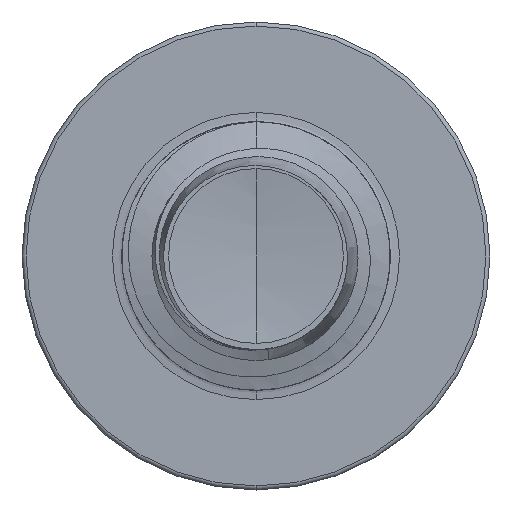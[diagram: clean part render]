
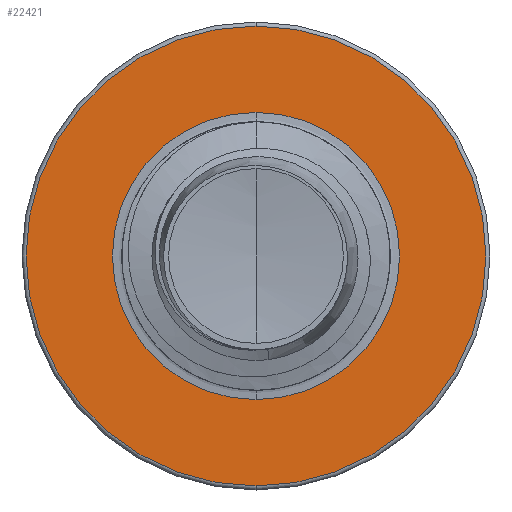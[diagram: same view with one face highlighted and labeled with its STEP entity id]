
A CAD part, front view. The second image highlights one B-rep face of the part: STEP entity #22421.
In plain terms, the highlighted planar face has unit normal (0, -1, 0).
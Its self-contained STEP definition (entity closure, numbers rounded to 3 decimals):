
#219 = DIRECTION ( 'NONE',  ( 0., 1., 0. ) ) ;
#259 = VERTEX_POINT ( 'NONE', #12358 ) ;
#358 = CARTESIAN_POINT ( 'NONE',  ( 0., 8.5, 1.872 ) ) ;
#370 = CIRCLE ( 'NONE', #10761, 1.872 ) ;
#646 = AXIS2_PLACEMENT_3D ( 'NONE', #10045, #22607, #11851 ) ;
#2852 = ORIENTED_EDGE ( 'NONE', *, *, #13072, .F. ) ;
#4048 = DIRECTION ( 'NONE',  ( 0., 1., 0. ) ) ;
#4619 = DIRECTION ( 'NONE',  ( 0., 0., 1. ) ) ;
#5757 = EDGE_CURVE ( 'NONE', #259, #12633, #20959, .T. ) ;
#6351 = PLANE ( 'NONE',  #13238 ) ;
#7753 = CARTESIAN_POINT ( 'NONE',  ( 0., 8.5, 2.998 ) ) ;
#7880 = FACE_OUTER_BOUND ( 'NONE', #22957, .T. ) ;
#8253 = CIRCLE ( 'NONE', #646, 2.998 ) ;
#8778 = EDGE_CURVE ( 'NONE', #14277, #12308, #15606, .T. ) ;
#9459 = CARTESIAN_POINT ( 'NONE',  ( 0., 8.5, 0. ) ) ;
#10045 = CARTESIAN_POINT ( 'NONE',  ( 0., 8.5, 0. ) ) ;
#10761 = AXIS2_PLACEMENT_3D ( 'NONE', #14835, #4048, #16663 ) ;
#10763 = CARTESIAN_POINT ( 'NONE',  ( 0., 8.5, -2.997 ) ) ;
#11022 = CARTESIAN_POINT ( 'NONE',  ( 0., 8.5, 0. ) ) ;
#11273 = DIRECTION ( 'NONE',  ( 0., 0., 1. ) ) ;
#11851 = DIRECTION ( 'NONE',  ( 0., 0., 1. ) ) ;
#12300 = ORIENTED_EDGE ( 'NONE', *, *, #8778, .F. ) ;
#12308 = VERTEX_POINT ( 'NONE', #10763 ) ;
#12358 = CARTESIAN_POINT ( 'NONE',  ( 0., 8.5, -1.872 ) ) ;
#12621 = EDGE_CURVE ( 'NONE', #12633, #259, #370, .T. ) ;
#12633 = VERTEX_POINT ( 'NONE', #358 ) ;
#12835 = DIRECTION ( 'NONE',  ( 0., 0., 1. ) ) ;
#13072 = EDGE_CURVE ( 'NONE', #12308, #14277, #8253, .T. ) ;
#13238 = AXIS2_PLACEMENT_3D ( 'NONE', #22548, #15394, #4619 ) ;
#14277 = VERTEX_POINT ( 'NONE', #7753 ) ;
#14835 = CARTESIAN_POINT ( 'NONE',  ( 0., 8.5, 0. ) ) ;
#14949 = ORIENTED_EDGE ( 'NONE', *, *, #12621, .T. ) ;
#15394 = DIRECTION ( 'NONE',  ( 0., 1., 0. ) ) ;
#15606 = CIRCLE ( 'NONE', #16627, 2.998 ) ;
#16627 = AXIS2_PLACEMENT_3D ( 'NONE', #9459, #22016, #11273 ) ;
#16663 = DIRECTION ( 'NONE',  ( 0., 0., 1. ) ) ;
#16914 = FACE_BOUND ( 'NONE', #17639, .T. ) ;
#17639 = EDGE_LOOP ( 'NONE', ( #14949, #23000 ) ) ;
#20959 = CIRCLE ( 'NONE', #21234, 1.872 ) ;
#21234 = AXIS2_PLACEMENT_3D ( 'NONE', #11022, #219, #12835 ) ;
#22016 = DIRECTION ( 'NONE',  ( 0., 1., 0. ) ) ;
#22421 = ADVANCED_FACE ( 'NONE', ( #7880, #16914 ), #6351, .F. ) ;
#22548 = CARTESIAN_POINT ( 'NONE',  ( 0., 8.5, -1.872 ) ) ;
#22607 = DIRECTION ( 'NONE',  ( 0., 1., 0. ) ) ;
#22957 = EDGE_LOOP ( 'NONE', ( #12300, #2852 ) ) ;
#23000 = ORIENTED_EDGE ( 'NONE', *, *, #5757, .T. ) ;
